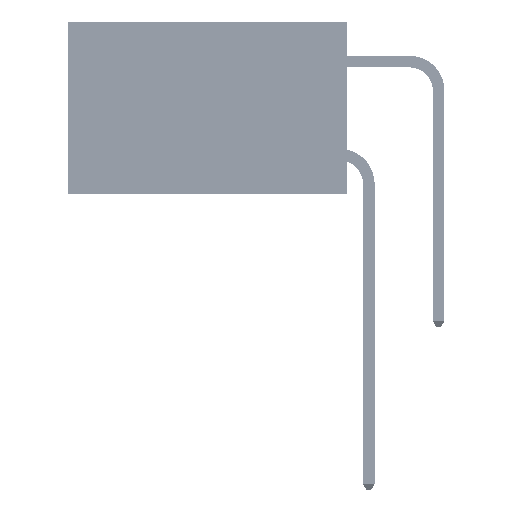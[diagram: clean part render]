
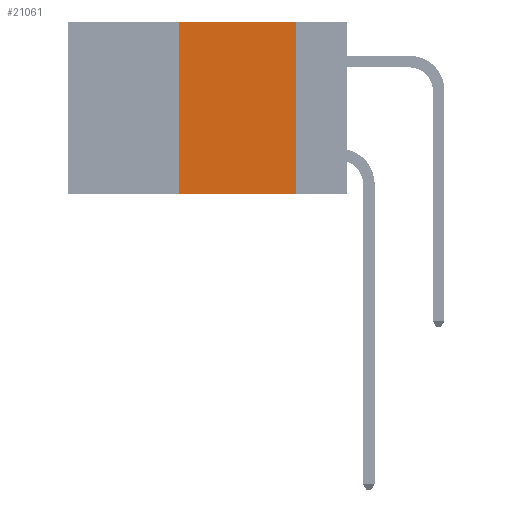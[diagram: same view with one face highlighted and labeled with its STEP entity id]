
A CAD part, left-side view. The second image highlights one B-rep face of the part: STEP entity #21061.
In plain terms, the highlighted planar face has unit normal (-1, 0, 0).
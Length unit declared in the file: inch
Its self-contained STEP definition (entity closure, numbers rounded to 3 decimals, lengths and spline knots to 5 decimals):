
#776 = VECTOR ( 'NONE', #3043, 39.37008 ) ;
#1535 = EDGE_LOOP ( 'NONE', ( #40048, #35874, #46245, #12225 ) ) ;
#3043 = DIRECTION ( 'NONE',  ( 0., 0., 1. ) ) ;
#6577 = CARTESIAN_POINT ( 'NONE',  ( 0., 0.6, 0. ) ) ;
#7557 = EDGE_CURVE ( 'NONE', #12378, #33054, #13122, .T. ) ;
#9467 = CARTESIAN_POINT ( 'NONE',  ( 0., 0.36, -0.37 ) ) ;
#12225 = ORIENTED_EDGE ( 'NONE', *, *, #31823, .T. ) ;
#12378 = VERTEX_POINT ( 'NONE', #9467 ) ;
#13112 = LINE ( 'NONE', #26516, #46396 ) ;
#13122 = LINE ( 'NONE', #25620, #776 ) ;
#14315 = VERTEX_POINT ( 'NONE', #28098 ) ;
#14555 = DIRECTION ( 'NONE',  ( 0., 0., -1. ) ) ;
#18804 = DIRECTION ( 'NONE',  ( 0., 0., -1. ) ) ;
#21061 = ADVANCED_FACE ( 'NONE', ( #30239 ), #36922, .F. ) ;
#24520 = DIRECTION ( 'NONE',  ( 0., -1., 0. ) ) ;
#25351 = DIRECTION ( 'NONE',  ( 0., -1., 0. ) ) ;
#25620 = CARTESIAN_POINT ( 'NONE',  ( 0., 0.36, 0. ) ) ;
#25690 = DIRECTION ( 'NONE',  ( 1., 0., 0. ) ) ;
#26516 = CARTESIAN_POINT ( 'NONE',  ( 0., 0.11, 0. ) ) ;
#27047 = VECTOR ( 'NONE', #25351, 39.37008 ) ;
#28098 = CARTESIAN_POINT ( 'NONE',  ( 0., 0.11, -0.37 ) ) ;
#30239 = FACE_OUTER_BOUND ( 'NONE', #1535, .T. ) ;
#30324 = VECTOR ( 'NONE', #24520, 39.37008 ) ;
#31248 = AXIS2_PLACEMENT_3D ( 'NONE', #6577, #25690, #14555 ) ;
#31823 = EDGE_CURVE ( 'NONE', #12378, #14315, #46642, .T. ) ;
#31851 = CARTESIAN_POINT ( 'NONE',  ( 0., 0.6, -0.37 ) ) ;
#33054 = VERTEX_POINT ( 'NONE', #41031 ) ;
#35874 = ORIENTED_EDGE ( 'NONE', *, *, #35880, .F. ) ;
#35880 = EDGE_CURVE ( 'NONE', #33054, #39135, #36940, .T. ) ;
#36272 = CARTESIAN_POINT ( 'NONE',  ( 0., 0.6, 0. ) ) ;
#36922 = PLANE ( 'NONE',  #31248 ) ;
#36940 = LINE ( 'NONE', #36272, #27047 ) ;
#39135 = VERTEX_POINT ( 'NONE', #44816 ) ;
#40048 = ORIENTED_EDGE ( 'NONE', *, *, #44674, .F. ) ;
#41031 = CARTESIAN_POINT ( 'NONE',  ( 0., 0.36, 0. ) ) ;
#44674 = EDGE_CURVE ( 'NONE', #39135, #14315, #13112, .T. ) ;
#44816 = CARTESIAN_POINT ( 'NONE',  ( 0., 0.11, 0. ) ) ;
#46245 = ORIENTED_EDGE ( 'NONE', *, *, #7557, .F. ) ;
#46396 = VECTOR ( 'NONE', #18804, 39.37008 ) ;
#46642 = LINE ( 'NONE', #31851, #30324 ) ;
